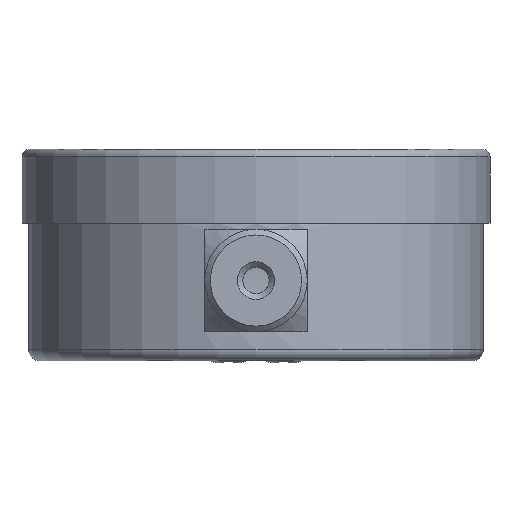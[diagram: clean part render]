
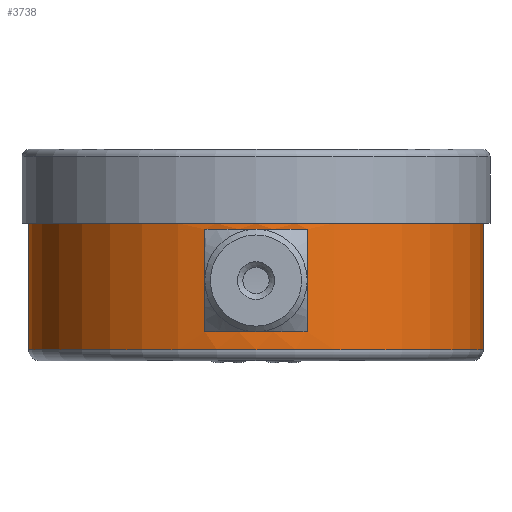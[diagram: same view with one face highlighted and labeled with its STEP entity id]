
A CAD part, front view. The second image highlights one B-rep face of the part: STEP entity #3738.
In plain terms, the highlighted cylindrical face has radius 30.747 mm (diameter 61.493 mm), a full revolution.
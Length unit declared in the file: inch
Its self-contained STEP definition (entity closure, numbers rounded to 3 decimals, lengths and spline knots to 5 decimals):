
#810 = DIRECTION ( 'NONE',  ( 0., 0., 1. ) ) ;
#878 = CARTESIAN_POINT ( 'NONE',  ( 0., 0., -1.125 ) ) ;
#956 = FACE_OUTER_BOUND ( 'NONE', #5646, .T. ) ;
#1438 = EDGE_LOOP ( 'NONE', ( #7995, #5260, #2033, #3792 ) ) ;
#1894 = FACE_BOUND ( 'NONE', #1438, .T. ) ;
#2033 = ORIENTED_EDGE ( 'NONE', *, *, #9436, .F. ) ;
#2194 = EDGE_CURVE ( 'NONE', #9604, #5650, #2695, .T. ) ;
#2316 = CARTESIAN_POINT ( 'NONE',  ( -0.2725, -1.17943, -0.97049 ) ) ;
#2695 = CIRCLE ( 'NONE', #8106, 1.2105 ) ;
#2888 = DIRECTION ( 'NONE',  ( 0., 0., 1. ) ) ;
#2900 = ORIENTED_EDGE ( 'NONE', *, *, #6572, .T. ) ;
#2946 = CARTESIAN_POINT ( 'NONE',  ( -0.2725, -1.17943, -0.42549 ) ) ;
#3093 = CARTESIAN_POINT ( 'NONE',  ( 0., 0., -0.97049 ) ) ;
#3371 = EDGE_CURVE ( 'NONE', #4365, #9604, #6335, .T. ) ;
#3738 = ADVANCED_FACE ( 'NONE', ( #1894, #5568, #956 ), #6473, .T. ) ;
#3792 = ORIENTED_EDGE ( 'NONE', *, *, #2194, .F. ) ;
#4365 = VERTEX_POINT ( 'NONE', #6371 ) ;
#4659 = DIRECTION ( 'NONE',  ( 1., 0., 0. ) ) ;
#4963 = VERTEX_POINT ( 'NONE', #6868 ) ;
#5260 = ORIENTED_EDGE ( 'NONE', *, *, #7678, .F. ) ;
#5403 = VECTOR ( 'NONE', #8344, 39.37008 ) ;
#5568 = FACE_OUTER_BOUND ( 'NONE', #11414, .T. ) ;
#5646 = EDGE_LOOP ( 'NONE', ( #2900 ) ) ;
#5650 = VERTEX_POINT ( 'NONE', #2946 ) ;
#5729 = CIRCLE ( 'NONE', #11603, 1.2105 ) ;
#5735 = DIRECTION ( 'NONE',  ( 0., 0., -1. ) ) ;
#5758 = AXIS2_PLACEMENT_3D ( 'NONE', #878, #2888, #8353 ) ;
#5863 = CARTESIAN_POINT ( 'NONE',  ( 0., 0., -0.42549 ) ) ;
#6081 = AXIS2_PLACEMENT_3D ( 'NONE', #11268, #10363, #4659 ) ;
#6335 = LINE ( 'NONE', #10814, #12028 ) ;
#6371 = CARTESIAN_POINT ( 'NONE',  ( 0.2725, -1.17943, -0.97049 ) ) ;
#6473 = CYLINDRICAL_SURFACE ( 'NONE', #5758, 1.2105 ) ;
#6572 = EDGE_CURVE ( 'NONE', #8710, #8710, #9062, .T. ) ;
#6868 = CARTESIAN_POINT ( 'NONE',  ( 1.2105, 0., -1.065 ) ) ;
#7678 = EDGE_CURVE ( 'NONE', #7711, #4365, #5729, .T. ) ;
#7711 = VERTEX_POINT ( 'NONE', #2316 ) ;
#7837 = CARTESIAN_POINT ( 'NONE',  ( 0.2725, -1.17943, -0.42549 ) ) ;
#7995 = ORIENTED_EDGE ( 'NONE', *, *, #3371, .F. ) ;
#8106 = AXIS2_PLACEMENT_3D ( 'NONE', #5863, #5735, #9556 ) ;
#8294 = ORIENTED_EDGE ( 'NONE', *, *, #11208, .T. ) ;
#8344 = DIRECTION ( 'NONE',  ( 0., 0., -1. ) ) ;
#8353 = DIRECTION ( 'NONE',  ( 1., 0., 0. ) ) ;
#8578 = LINE ( 'NONE', #11333, #5403 ) ;
#8610 = CARTESIAN_POINT ( 'NONE',  ( 0., 0., -0.394 ) ) ;
#8710 = VERTEX_POINT ( 'NONE', #8967 ) ;
#8967 = CARTESIAN_POINT ( 'NONE',  ( 1.2105, 0., -0.394 ) ) ;
#9062 = CIRCLE ( 'NONE', #10599, 1.2105 ) ;
#9436 = EDGE_CURVE ( 'NONE', #5650, #7711, #8578, .T. ) ;
#9556 = DIRECTION ( 'NONE',  ( 1., 0., 0. ) ) ;
#9604 = VERTEX_POINT ( 'NONE', #7837 ) ;
#10363 = DIRECTION ( 'NONE',  ( 0., 0., 1. ) ) ;
#10528 = DIRECTION ( 'NONE',  ( 0., 0., 1. ) ) ;
#10599 = AXIS2_PLACEMENT_3D ( 'NONE', #8610, #10717, #11602 ) ;
#10666 = DIRECTION ( 'NONE',  ( -1., 0., 0. ) ) ;
#10717 = DIRECTION ( 'NONE',  ( 0., 0., -1. ) ) ;
#10814 = CARTESIAN_POINT ( 'NONE',  ( 0.2725, -1.17943, -1.125 ) ) ;
#11208 = EDGE_CURVE ( 'NONE', #4963, #4963, #11751, .T. ) ;
#11268 = CARTESIAN_POINT ( 'NONE',  ( 0., 0., -1.065 ) ) ;
#11333 = CARTESIAN_POINT ( 'NONE',  ( -0.2725, -1.17943, -1.125 ) ) ;
#11414 = EDGE_LOOP ( 'NONE', ( #8294 ) ) ;
#11602 = DIRECTION ( 'NONE',  ( 1., 0., 0. ) ) ;
#11603 = AXIS2_PLACEMENT_3D ( 'NONE', #3093, #10528, #10666 ) ;
#11751 = CIRCLE ( 'NONE', #6081, 1.2105 ) ;
#12028 = VECTOR ( 'NONE', #810, 39.37008 ) ;
